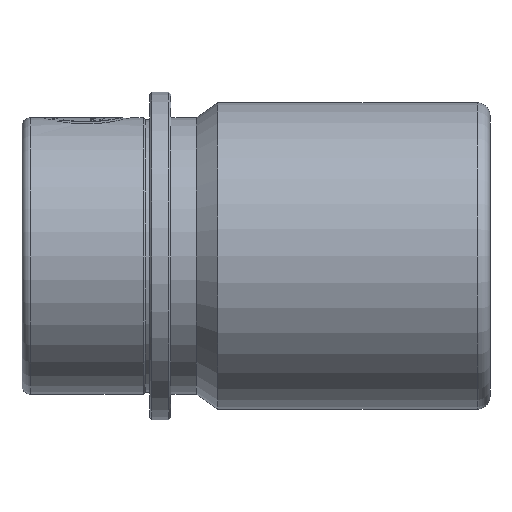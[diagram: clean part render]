
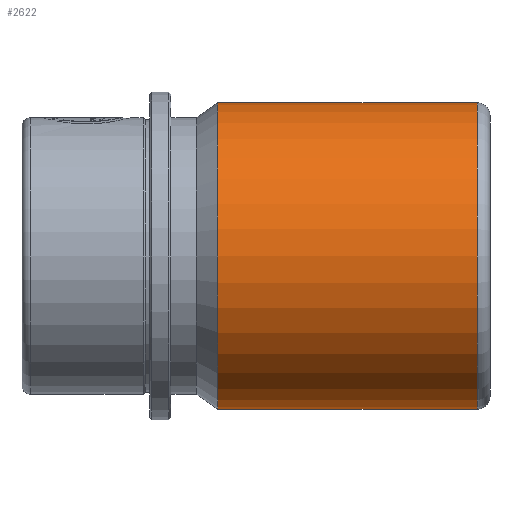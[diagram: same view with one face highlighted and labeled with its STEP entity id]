
A CAD part, left-side view. The second image highlights one B-rep face of the part: STEP entity #2622.
In plain terms, the highlighted cylindrical face has radius 36 mm (diameter 72 mm), a partial arc.
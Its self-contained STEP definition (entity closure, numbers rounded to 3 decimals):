
#10 = VECTOR ( 'NONE', #2547, 1000. ) ;
#14 = DIRECTION ( 'NONE',  ( 0., -1., 0. ) ) ;
#57 = DIRECTION ( 'NONE',  ( 0., 0., -1. ) ) ;
#192 = ORIENTED_EDGE ( 'NONE', *, *, #859, .T. ) ;
#370 = AXIS2_PLACEMENT_3D ( 'NONE', #2378, #1374, #1395 ) ;
#388 = DIRECTION ( 'NONE',  ( 0., -1., 0. ) ) ;
#495 = EDGE_LOOP ( 'NONE', ( #2454, #1211, #192, #3056 ) ) ;
#560 = VERTEX_POINT ( 'NONE', #780 ) ;
#670 = AXIS2_PLACEMENT_3D ( 'NONE', #1423, #1643, #2163 ) ;
#780 = CARTESIAN_POINT ( 'NONE',  ( -4., -4.306, 36. ) ) ;
#840 = AXIS2_PLACEMENT_3D ( 'NONE', #2687, #14, #57 ) ;
#859 = EDGE_CURVE ( 'NONE', #3010, #1105, #2822, .T. ) ;
#876 = CYLINDRICAL_SURFACE ( 'NONE', #370, 36. ) ;
#912 = VERTEX_POINT ( 'NONE', #2844 ) ;
#1068 = LINE ( 'NONE', #1817, #10 ) ;
#1105 = VERTEX_POINT ( 'NONE', #2171 ) ;
#1211 = ORIENTED_EDGE ( 'NONE', *, *, #1511, .T. ) ;
#1374 = DIRECTION ( 'NONE',  ( 0., -1., 0. ) ) ;
#1395 = DIRECTION ( 'NONE',  ( 0., 0., -1. ) ) ;
#1423 = CARTESIAN_POINT ( 'NONE',  ( -4., -65.308, 0. ) ) ;
#1511 = EDGE_CURVE ( 'NONE', #560, #3010, #2944, .T. ) ;
#1643 = DIRECTION ( 'NONE',  ( 0., -1., 0. ) ) ;
#1648 = VECTOR ( 'NONE', #388, 1000. ) ;
#1807 = FACE_OUTER_BOUND ( 'NONE', #495, .T. ) ;
#1817 = CARTESIAN_POINT ( 'NONE',  ( -4., 0., 36. ) ) ;
#1872 = CARTESIAN_POINT ( 'NONE',  ( -4., 0., -36. ) ) ;
#1970 = CARTESIAN_POINT ( 'NONE',  ( -4., -4.306, -36. ) ) ;
#2074 = EDGE_CURVE ( 'NONE', #912, #1105, #2267, .T. ) ;
#2163 = DIRECTION ( 'NONE',  ( 0., 0., -1. ) ) ;
#2171 = CARTESIAN_POINT ( 'NONE',  ( -4., -65.308, -36. ) ) ;
#2267 = CIRCLE ( 'NONE', #670, 36. ) ;
#2361 = EDGE_CURVE ( 'NONE', #560, #912, #1068, .T. ) ;
#2378 = CARTESIAN_POINT ( 'NONE',  ( -4., 0., 0. ) ) ;
#2454 = ORIENTED_EDGE ( 'NONE', *, *, #2361, .F. ) ;
#2547 = DIRECTION ( 'NONE',  ( 0., -1., 0. ) ) ;
#2622 = ADVANCED_FACE ( 'NONE', ( #1807 ), #876, .T. ) ;
#2687 = CARTESIAN_POINT ( 'NONE',  ( -4., -4.306, 0. ) ) ;
#2822 = LINE ( 'NONE', #1872, #1648 ) ;
#2844 = CARTESIAN_POINT ( 'NONE',  ( -4., -65.308, 36. ) ) ;
#2944 = CIRCLE ( 'NONE', #840, 36. ) ;
#3010 = VERTEX_POINT ( 'NONE', #1970 ) ;
#3056 = ORIENTED_EDGE ( 'NONE', *, *, #2074, .F. ) ;
